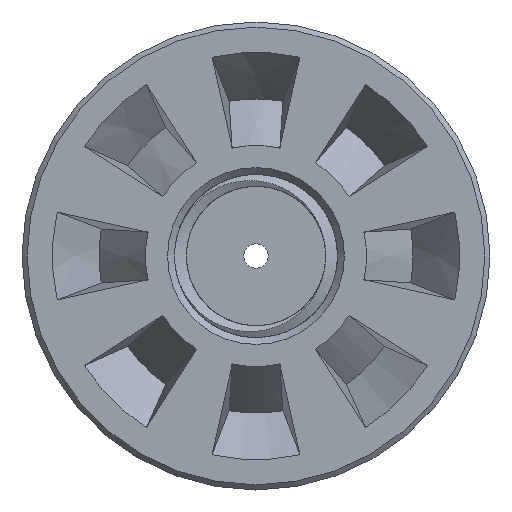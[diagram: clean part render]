
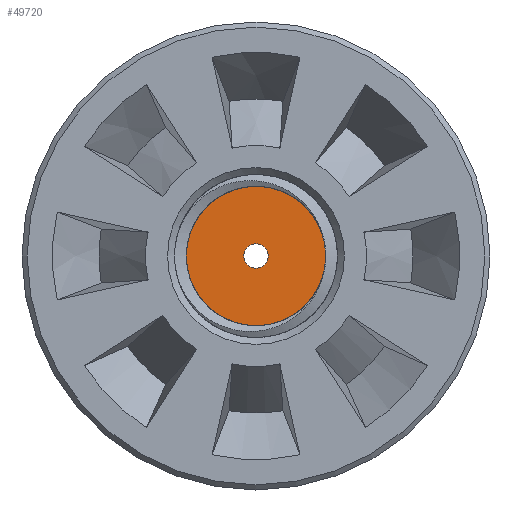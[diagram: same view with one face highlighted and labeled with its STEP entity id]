
A CAD part, front view. The second image highlights one B-rep face of the part: STEP entity #49720.
In plain terms, the highlighted planar face has unit normal (0, -1, 0).
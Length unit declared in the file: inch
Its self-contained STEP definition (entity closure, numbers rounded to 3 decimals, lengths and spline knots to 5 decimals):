
#49689=CARTESIAN_POINT('',(-0.0625,0.,0.0));
#49690=VERTEX_POINT('',#49689);
#49691=CARTESIAN_POINT('',(0.,0.,0.0));
#49692=DIRECTION('',(0.0,1.0,0.0));
#49693=DIRECTION('',(-1.0,0.0,0.0));
#49694=AXIS2_PLACEMENT_3D('',#49691,#49692,#49693);
#49695=CIRCLE('',#49694,0.0625);
#49696=EDGE_CURVE('',#49690,#49690,#49695,.T.);
#49701=CARTESIAN_POINT('',(-0.4975,0.,0.0));
#49702=DIRECTION('',(0.0,-1.0,0.0));
#49703=DIRECTION('',(0.0,0.0,-1.0));
#49704=AXIS2_PLACEMENT_3D('',#49701,#49702,#49703);
#49705=PLANE('',#49704);
#49706=CARTESIAN_POINT('',(-0.995,0.,0.0));
#49707=VERTEX_POINT('',#49706);
#49708=CARTESIAN_POINT('',(0.,0.,0.0));
#49709=DIRECTION('',(0.0,1.0,0.0));
#49710=DIRECTION('',(-1.0,0.0,0.0));
#49711=AXIS2_PLACEMENT_3D('',#49708,#49709,#49710);
#49712=CIRCLE('',#49711,0.995);
#49713=EDGE_CURVE('',#49707,#49707,#49712,.T.);
#49714=ORIENTED_EDGE('',*,*,#49713,.F.);
#49715=EDGE_LOOP('',(#49714));
#49716=FACE_OUTER_BOUND('',#49715,.T.);
#49717=ORIENTED_EDGE('',*,*,#49696,.T.);
#49718=EDGE_LOOP('',(#49717));
#49719=FACE_BOUND('',#49718,.T.);
#49720=ADVANCED_FACE('',(#49716,#49719),#49705,.T.);
